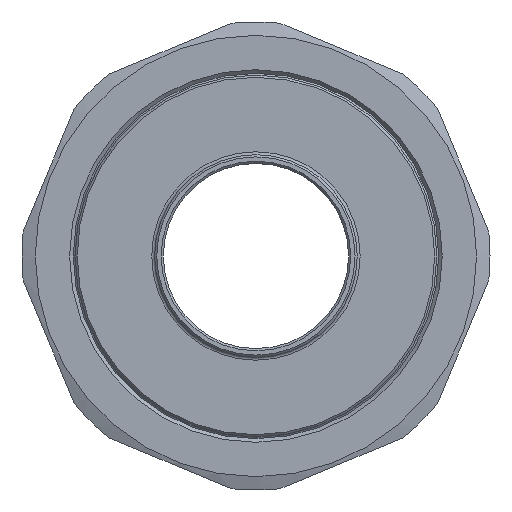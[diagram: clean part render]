
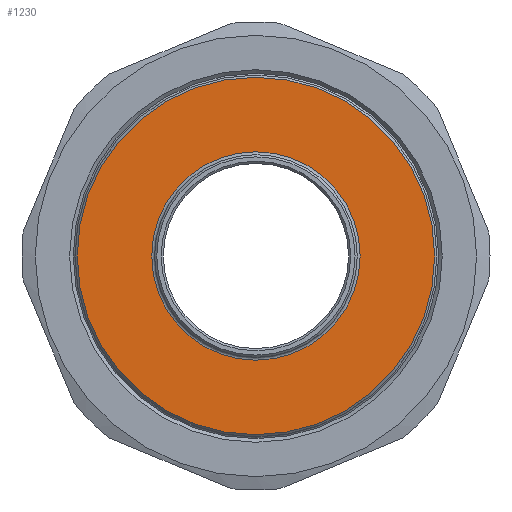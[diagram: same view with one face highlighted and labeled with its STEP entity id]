
A CAD part, left-side view. The second image highlights one B-rep face of the part: STEP entity #1230.
In plain terms, the highlighted planar face has unit normal (-1, 0, 0).
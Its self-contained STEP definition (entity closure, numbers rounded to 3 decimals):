
#48=FACE_BOUND('',#276,.T.);
#123=PLANE('',#1474);
#190=FACE_OUTER_BOUND('',#275,.T.);
#275=EDGE_LOOP('',(#1105));
#276=EDGE_LOOP('',(#1106));
#484=CIRCLE('',#1472,14.4);
#486=CIRCLE('',#1475,24.7);
#602=VERTEX_POINT('',#2295);
#603=VERTEX_POINT('',#2300);
#772=EDGE_CURVE('',#602,#602,#484,.T.);
#774=EDGE_CURVE('',#603,#603,#486,.T.);
#1105=ORIENTED_EDGE('',*,*,#774,.F.);
#1106=ORIENTED_EDGE('',*,*,#772,.F.);
#1230=ADVANCED_FACE('',(#190,#48),#123,.T.);
#1472=AXIS2_PLACEMENT_3D('',#2297,#1867,#1868);
#1474=AXIS2_PLACEMENT_3D('',#2299,#1871,#1872);
#1475=AXIS2_PLACEMENT_3D('',#2301,#1873,#1874);
#1867=DIRECTION('center_axis',(-1.,0.,0.));
#1868=DIRECTION('ref_axis',(0.,-1.,0.));
#1871=DIRECTION('center_axis',(-1.,0.,0.));
#1872=DIRECTION('ref_axis',(0.,0.,1.));
#1873=DIRECTION('center_axis',(1.,0.,0.));
#1874=DIRECTION('ref_axis',(0.,-1.,0.));
#2295=CARTESIAN_POINT('',(-14.,0.,14.4));
#2297=CARTESIAN_POINT('Origin',(-14.,0.,0.));
#2299=CARTESIAN_POINT('Origin',(-14.,25.,0.));
#2300=CARTESIAN_POINT('',(-14.,24.7,0.));
#2301=CARTESIAN_POINT('Origin',(-14.,0.,0.));
